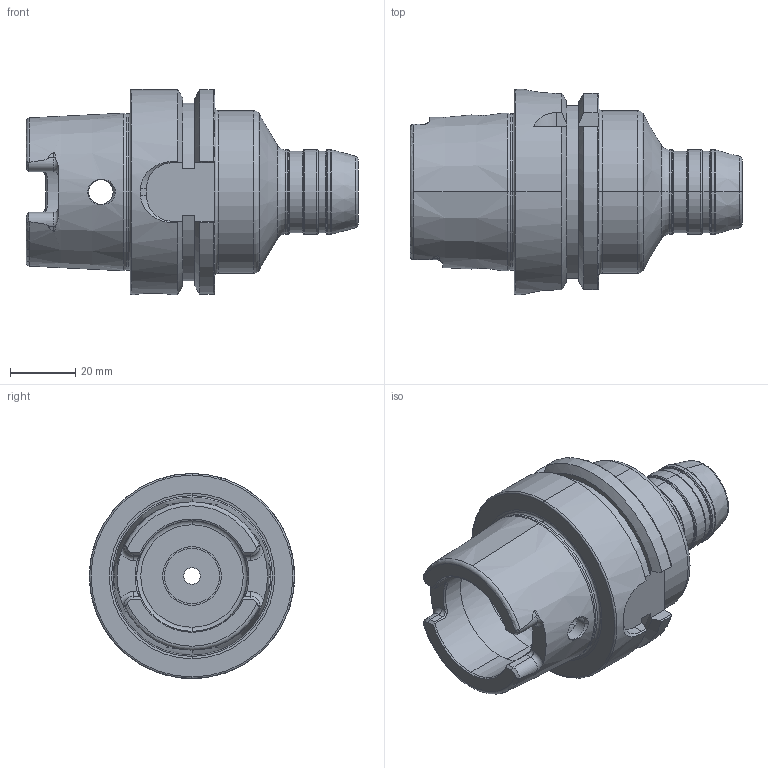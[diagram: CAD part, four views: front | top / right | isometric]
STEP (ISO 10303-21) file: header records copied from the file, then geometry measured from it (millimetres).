
FILE_DESCRIPTION((''),'2;1');
FILE_NAME('HSK63A-HC6_35-70','2019-10-24T08:33:16',('eos'),(''),'CREO PARAMETRIC BY PTC INC, 2018500','CREO PARAMETRIC BY PTC INC, 2018500','');
FILE_SCHEMA(('CONFIG_CONTROL_DESIGN'));
Length unit declared in the file: millimetre
Products named in the file (1): HSK63A-HC6_35-70
Bounding box: 102 x 63 x 63 mm (x, y, z)
Volume: 125766.4 mm3; surface area: 27647.3 mm2
Topology: 1 solids, 2 shells, 205 faces, 500 edges, 302 vertices
Faces by surface type: cylinder 59, plane 56, cone 43, torus 43, bspline 4
Entity records: 6688 total; most frequent: CARTESIAN_POINT 1829, DIRECTION 1046, ORIENTED_EDGE 996, EDGE_CURVE 500, AXIS2_PLACEMENT_3D 425, VERTEX_POINT 302, CIRCLE 223, EDGE_LOOP 216
